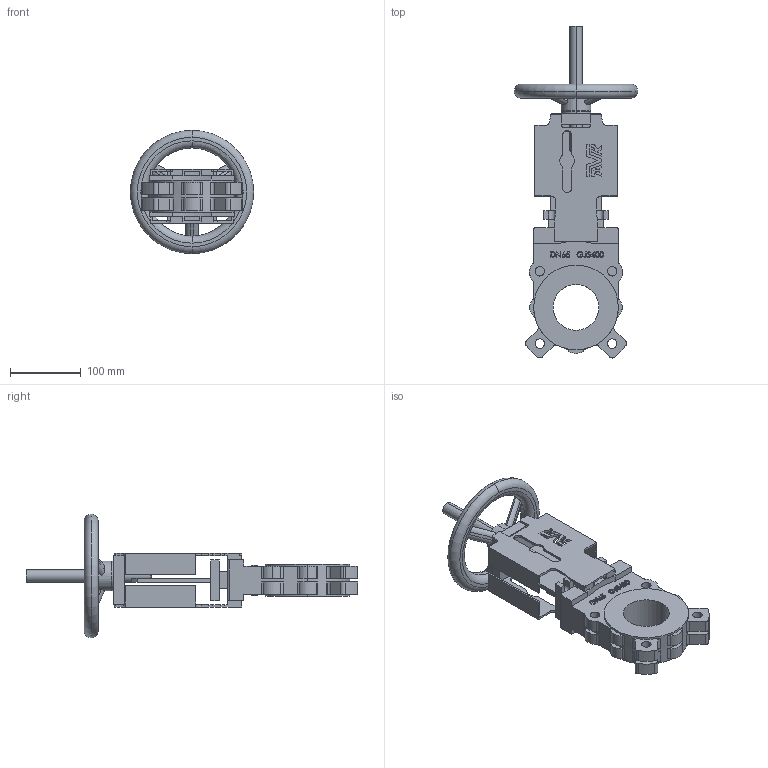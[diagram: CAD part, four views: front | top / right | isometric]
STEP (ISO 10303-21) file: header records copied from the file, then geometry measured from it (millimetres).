
FILE_DESCRIPTION (( 'STEP AP203' ), '1' );
FILE_NAME ('70206520034.STEP', '2017-03-22T14:30:32', ( '' ), ( '' ), 'SwSTEP 2.0', 'SolidWorks 2016', '' );
FILE_SCHEMA (( 'CONFIG_CONTROL_DESIGN' ));
Length unit declared in the file: millimetre
Products named in the file (1): 70206520034
Bounding box: 175 x 470.66 x 175 mm (x, y, z)
Volume: 1401597 mm3; surface area: 266062.2 mm2
Topology: 1 solids, 1 shells, 823 faces, 2338 edges, 1550 vertices
Faces by surface type: plane 388, cylinder 277, bspline 146, torus 10, cone 2
Entity records: 35922 total; most frequent: CARTESIAN_POINT 14895, ORIENTED_EDGE 4668, DIRECTION 3935, EDGE_CURVE 2334, VERTEX_POINT 1549, LINE 1397, VECTOR 1397, AXIS2_PLACEMENT_3D 1269
